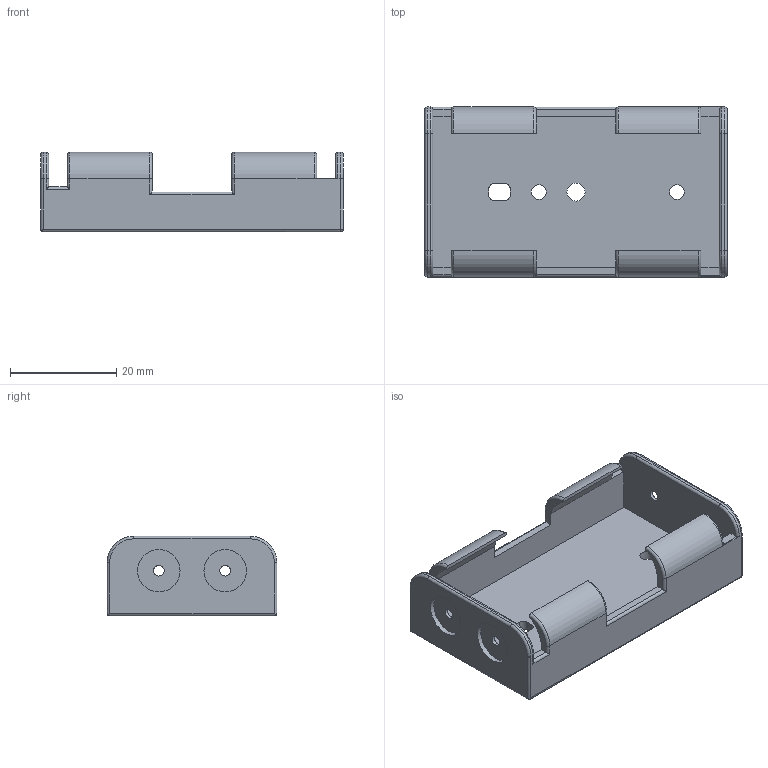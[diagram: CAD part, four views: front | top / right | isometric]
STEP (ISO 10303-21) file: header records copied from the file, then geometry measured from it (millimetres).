
FILE_DESCRIPTION( ( 'Unknown' ), '1' );
FILE_NAME( 'Battery Holder.stp', 'Unknown', ( 'Unknown' ), ( 'Unknown' ), 'PSStep 14.0', 'Unknown', ' ' );
FILE_SCHEMA( ( 'AUTOMOTIVE_DESIGN { 1 0 10303 214 1 1 1 1 }' ) );
Length unit declared in the file: millimetre
Products named in the file (1): 1
Bounding box: 57 x 32 x 15 mm (x, y, z)
Volume: 6343.9 mm3; surface area: 8108.4 mm2
Topology: 1 solids, 1 shells, 107 faces, 271 edges, 168 vertices
Faces by surface type: cylinder 47, plane 38, torus 16, extrusion 4, sphere 2
Full cylindrical faces by diameter (mm): 2 x4, 2.8 x2, 3.4 x1, 8 x4
Entity records: 4048 total; most frequent: CARTESIAN_POINT 588, DIRECTION 562, ORIENTED_EDGE 508, EDGE_CURVE 254, AXIS2_PLACEMENT_3D 214, VERTEX_POINT 164, EDGE_LOOP 138, VECTOR 134
